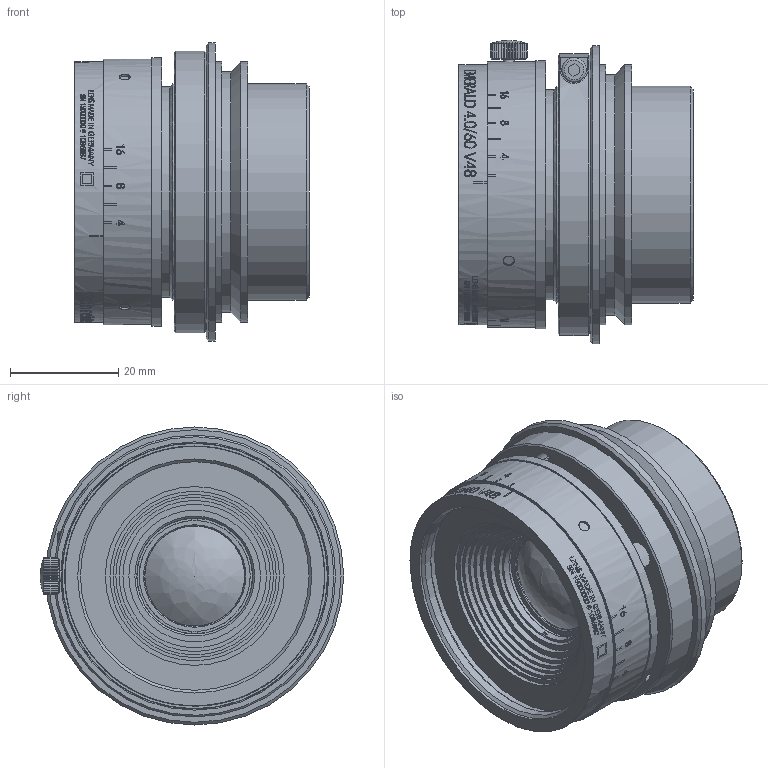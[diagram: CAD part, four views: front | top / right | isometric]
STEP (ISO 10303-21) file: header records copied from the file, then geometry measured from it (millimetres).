
FILE_DESCRIPTION(/* description */ (''),/* implementation_level */ '2;1');
FILE_NAME(/* name */ '1086887_00154614_00_3.stp',/* time_stamp */ '2021-10-26T15:44:16+02:00',/* author */ (''),/* organization */ (''),/* preprocessor_version */ 'ST-DEVELOPER v16',/* originating_system */ 'SIEMENS PLM Software NX 10.0',/* authorisation */ '');
FILE_SCHEMA (('AP203_CONFIGURATION_CONTROLLED_3D_DESIGN_OF_MECHANICAL_PARTS_AND_ASSEMBLIES_MIM_LF { 1 0 10303 403 2 1 2}'));
Length unit declared in the file: millimetre
Products named in the file (1): Froe5C1C1C30kmv1
Bounding box: 43.2 x 56 x 55 mm (x, y, z)
Volume: 58901 mm3; surface area: 19721.3 mm2
Topology: 1 solids, 4 shells, 484 faces, 1662 edges, 1325 vertices
Faces by surface type: cylinder 245, plane 203, cone 32, bspline 2, torus 1, sphere 1
Full cylindrical faces by diameter (mm): 1 x2, 2 x1, 2.05 x4, 2.5 x1, 2.8 x1, 4.5 x1, 18.5 x1, 20.5 x1, 21 x2, 21.3 x1, 21.386 x1, 21.463 x1, 22.1 x1, 23.7 x1, 24.3 x1, 24.5 x1, 24.8 x1, 24.98 x1, 25.6 x1, 26.5 x1, 27.9 x1, 29.1 x1, 30.1 x1, 31.3 x1, 33 x1, 36.2 x1, 36.4 x1, 38.8 x1, 40 x3, 40.1 x1
Entity records: 20725 total; most frequent: CARTESIAN_POINT 7527, ORIENTED_EDGE 3081, DIRECTION 2010, EDGE_CURVE 1562, VERTEX_POINT 1305, AXIS2_PLACEMENT_3D 828, B_SPLINE_CURVE_WITH_KNOTS 825, EDGE_LOOP 727
